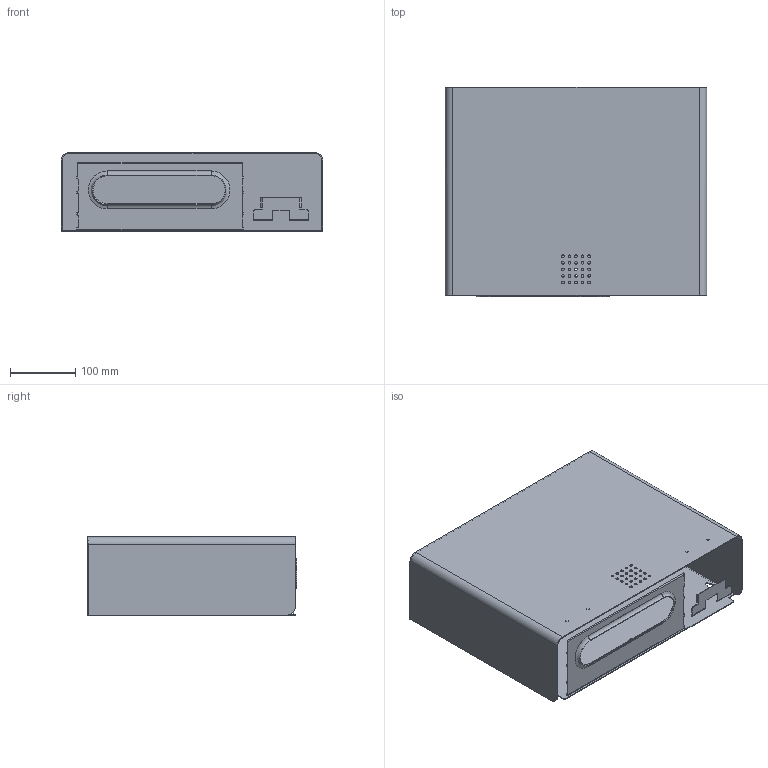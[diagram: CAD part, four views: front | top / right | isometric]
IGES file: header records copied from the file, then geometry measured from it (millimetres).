
Global section: file name: 120E_C; native system: Autodesk Inventor 2022; preprocessor: unknown; author: R. Madlener; date: 20230413.140234; units: millimetre
Bounding box: 400 x 320.13 x 120.5 mm (x, y, z)
Volume: 545789 mm3; surface area: 782470.2 mm2
Topology: 4 solids, 4 shells, 276 faces, 720 edges, 460 vertices
Faces by surface type: bspline 276
